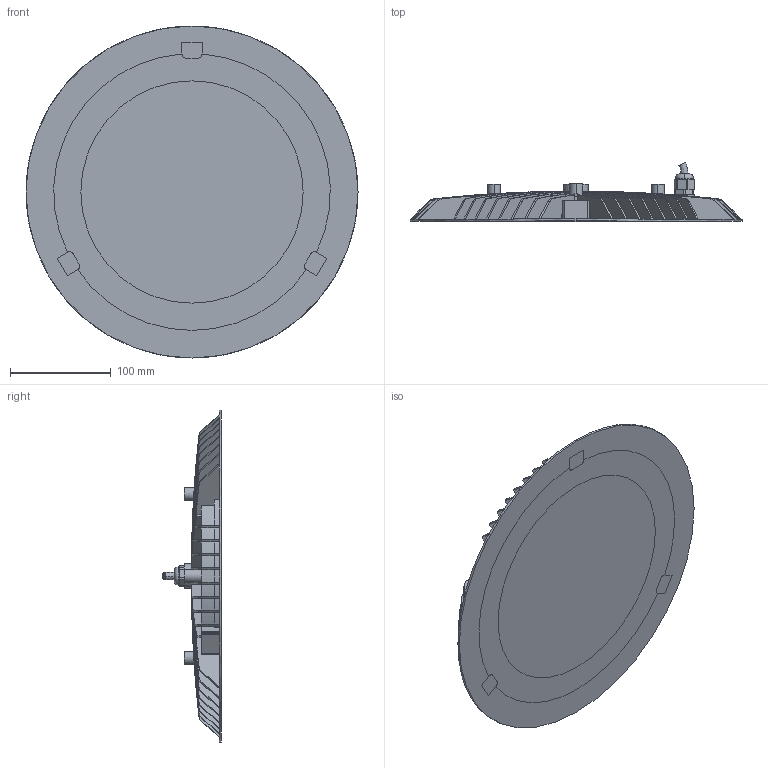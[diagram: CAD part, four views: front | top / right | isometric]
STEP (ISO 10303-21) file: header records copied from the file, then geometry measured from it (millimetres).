
FILE_DESCRIPTION (( 'STEP AP214' ), '1' );
FILE_NAME ('Ñâåòèëüíèê ñâåòîäèîäíûé ÄÑÏ-1103 200Âò 6500Ê IP65 EKF PROxima (HIL-1103-200-6500).STEP', '2022-06-08T06:50:03', ( '' ), ( '' ), 'SwSTEP 2.0', 'SolidWorks 2021', '' );
FILE_SCHEMA (( 'AUTOMOTIVE_DESIGN' ));
Length unit declared in the file: millimetre
Products named in the file (1): Ñâåòèëüíèê ñâåòîäèîäíûé ÄÑÏ-1103 200Âò 6500Ê IP65 EKF PROxima (HIL-1103-200-6500)
Bounding box: 330 x 58.49 x 330 mm (x, y, z)
Volume: 1163557.4 mm3; surface area: 317257.8 mm2
Topology: 1 solids, 1 shells, 704 faces, 2046 edges, 1344 vertices
Faces by surface type: plane 416, cylinder 158, cone 68, torus 50, sphere 10, bspline 2
Entity records: 24606 total; most frequent: CARTESIAN_POINT 5703, ORIENTED_EDGE 4072, DIRECTION 3904, EDGE_CURVE 2036, AXIS2_PLACEMENT_3D 1419, VERTEX_POINT 1344, LINE 1066, VECTOR 1066
